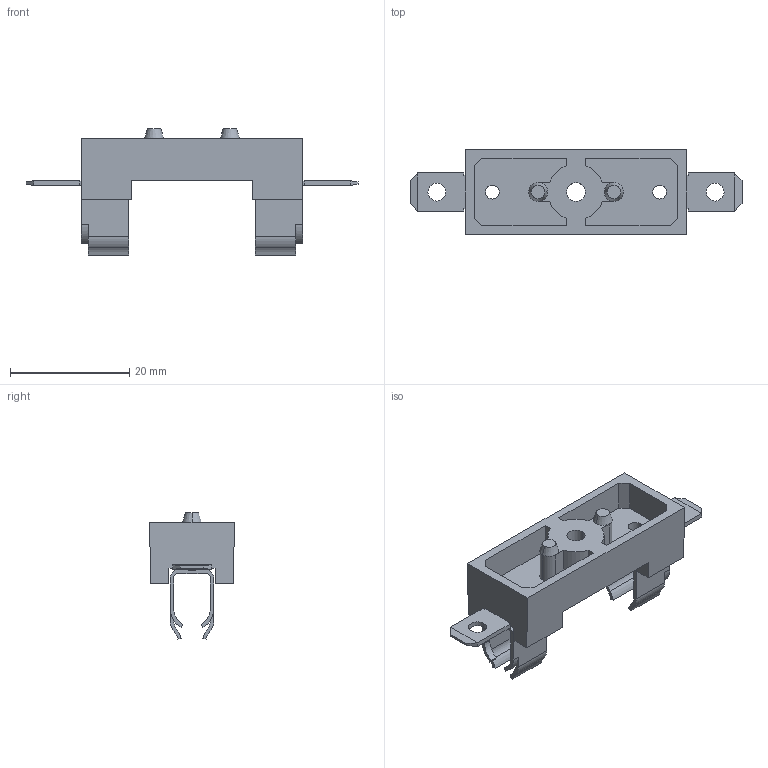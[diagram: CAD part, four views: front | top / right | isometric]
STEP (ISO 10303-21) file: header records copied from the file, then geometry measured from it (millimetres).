
FILE_DESCRIPTION(('STEP AP214'),'1');
FILE_NAME('FX0326.stp','2018-02-12T13:17:28',('TraceParts'),('TraceParts S.A.'),'Spatial InterOp 3D',' ',' ');
FILE_SCHEMA(('automotive_design'));
Length unit declared in the file: millimetre
Products named in the file (3): FX0326_1; FX0326_2; FX0326_3
Bounding box: 55.66 x 14.22 x 21.15 mm (x, y, z)
Volume: 2838.1 mm3; surface area: 4107.4 mm2
Topology: 3 solids, 3 shells, 187 faces, 518 edges, 338 vertices
Faces by surface type: plane 107, cylinder 76, cone 4
Entity records: 6241 total; most frequent: CARTESIAN_POINT 1298, ORIENTED_EDGE 1036, DIRECTION 1022, EDGE_CURVE 518, LINE 346, VECTOR 346, AXIS2_PLACEMENT_3D 338, VERTEX_POINT 338
